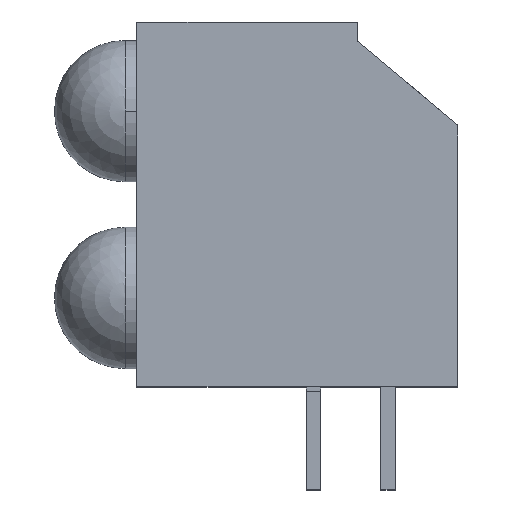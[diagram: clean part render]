
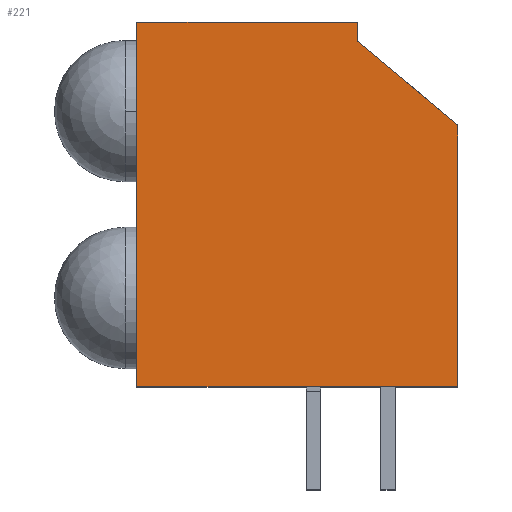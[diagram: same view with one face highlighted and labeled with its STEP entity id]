
A CAD part, top view. The second image highlights one B-rep face of the part: STEP entity #221.
In plain terms, the highlighted planar face has unit normal (0, 0, 1).
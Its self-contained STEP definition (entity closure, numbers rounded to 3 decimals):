
#9 = VERTEX_POINT ( 'NONE', #1815 ) ;
#13 = VERTEX_POINT ( 'NONE', #1819 ) ;
#14 = VERTEX_POINT ( 'NONE', #1820 ) ;
#79 = VERTEX_POINT ( 'NONE', #1938 ) ;
#131 = FACE_OUTER_BOUND ( 'NONE', #13108, .T. ) ;
#221 = ADVANCED_FACE ( 'NONE', ( #131 ), #2066, .F. ) ;
#1731 = ORIENTED_EDGE ( 'NONE', *, *, #8324, .T. ) ;
#1732 = ORIENTED_EDGE ( 'NONE', *, *, #4570, .T. ) ;
#1733 = ORIENTED_EDGE ( 'NONE', *, *, #8307, .T. ) ;
#1734 = ORIENTED_EDGE ( 'NONE', *, *, #8210, .T. ) ;
#1735 = ORIENTED_EDGE ( 'NONE', *, *, #8322, .T. ) ;
#1736 = ORIENTED_EDGE ( 'NONE', *, *, #8318, .T. ) ;
#1815 = CARTESIAN_POINT ( 'NONE',  ( 0., 12.4, 3.05 ) ) ;
#1819 = CARTESIAN_POINT ( 'NONE',  ( 10.9, 8.9, 3.05 ) ) ;
#1820 = CARTESIAN_POINT ( 'NONE',  ( 7.5, 11.753, 3.05 ) ) ;
#1938 = CARTESIAN_POINT ( 'NONE',  ( 7.5, 12.4, 3.05 ) ) ;
#2066 = PLANE ( 'NONE',  #9006 ) ;
#2067 = CARTESIAN_POINT ( 'NONE',  ( 0., 0., 3.05 ) ) ;
#2068 = DIRECTION ( 'NONE',  ( 0., 0., -1. ) ) ;
#2069 = DIRECTION ( 'NONE',  ( -1., 0., 0. ) ) ;
#4570 = EDGE_CURVE ( 'NONE', #4641, #4621, #10045, .T. ) ;
#4621 = VERTEX_POINT ( 'NONE', #10327 ) ;
#4641 = VERTEX_POINT ( 'NONE', #10347 ) ;
#8210 = EDGE_CURVE ( 'NONE', #13, #14, #10725, .T. ) ;
#8307 = EDGE_CURVE ( 'NONE', #4621, #13, #11396, .T. ) ;
#8318 = EDGE_CURVE ( 'NONE', #9, #4641, #11429, .T. ) ;
#8322 = EDGE_CURVE ( 'NONE', #79, #9, #11441, .T. ) ;
#8324 = EDGE_CURVE ( 'NONE', #14, #79, #11447, .T. ) ;
#9006 = AXIS2_PLACEMENT_3D ( 'NONE', #2067, #2068, #2069 ) ;
#9157 = VECTOR ( 'NONE', #10047, 1000. ) ;
#10045 = LINE ( 'NONE', #10046, #9157 ) ;
#10046 = CARTESIAN_POINT ( 'NONE',  ( 10.9, 0., 3.05 ) ) ;
#10047 = DIRECTION ( 'NONE',  ( 1., 0., 0. ) ) ;
#10244 = VECTOR ( 'NONE', #10727, 1000. ) ;
#10327 = CARTESIAN_POINT ( 'NONE',  ( 10.9, 0., 3.05 ) ) ;
#10347 = CARTESIAN_POINT ( 'NONE',  ( 0., 0., 3.05 ) ) ;
#10725 = LINE ( 'NONE', #10726, #10244 ) ;
#10726 = CARTESIAN_POINT ( 'NONE',  ( 7.5, 11.753, 3.05 ) ) ;
#10727 = DIRECTION ( 'NONE',  ( -0.766, 0.643, 0. ) ) ;
#11396 = LINE ( 'NONE', #11397, #11494 ) ;
#11397 = CARTESIAN_POINT ( 'NONE',  ( 10.9, 8.9, 3.05 ) ) ;
#11398 = DIRECTION ( 'NONE',  ( 0., 1., 0. ) ) ;
#11429 = LINE ( 'NONE', #11430, #11505 ) ;
#11430 = CARTESIAN_POINT ( 'NONE',  ( 0., 0., 3.05 ) ) ;
#11431 = DIRECTION ( 'NONE',  ( 0., -1., 0. ) ) ;
#11441 = LINE ( 'NONE', #11442, #11508 ) ;
#11442 = CARTESIAN_POINT ( 'NONE',  ( 0., 12.4, 3.05 ) ) ;
#11443 = DIRECTION ( 'NONE',  ( -1., 0., 0. ) ) ;
#11447 = LINE ( 'NONE', #11448, #11510 ) ;
#11448 = CARTESIAN_POINT ( 'NONE',  ( 7.5, 12.4, 3.05 ) ) ;
#11449 = DIRECTION ( 'NONE',  ( 0., 1., 0. ) ) ;
#11494 = VECTOR ( 'NONE', #11398, 1000. ) ;
#11505 = VECTOR ( 'NONE', #11431, 1000. ) ;
#11508 = VECTOR ( 'NONE', #11443, 1000. ) ;
#11510 = VECTOR ( 'NONE', #11449, 1000. ) ;
#13108 = EDGE_LOOP ( 'NONE', ( #1732, #1733, #1734, #1731, #1735, #1736 ) ) ;
